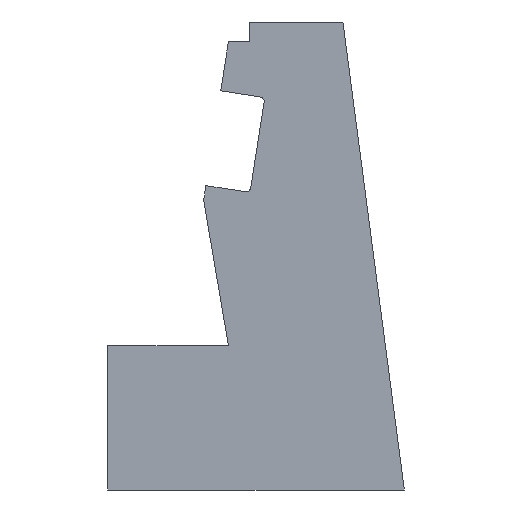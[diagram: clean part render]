
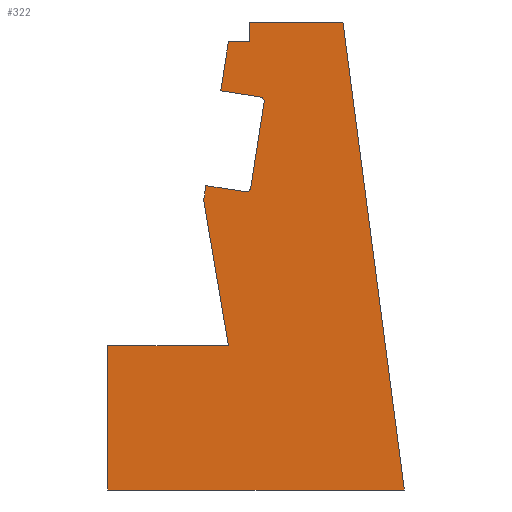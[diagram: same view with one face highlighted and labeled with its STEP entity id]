
A CAD part, left-side view. The second image highlights one B-rep face of the part: STEP entity #322.
In plain terms, the highlighted planar face has unit normal (-1, 0, 0).
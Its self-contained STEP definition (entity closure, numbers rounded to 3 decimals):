
#18=PLANE('',#357);
#35=FACE_OUTER_BOUND('',#52,.T.);
#52=EDGE_LOOP('',(#245,#246,#247,#248,#249,#250,#251,#252,#253,#254,#255,
#256,#257,#258,#259));
#68=LINE('',#469,#109);
#71=LINE('',#480,#112);
#73=LINE('',#484,#114);
#76=LINE('',#490,#117);
#77=LINE('',#492,#118);
#78=LINE('',#494,#119);
#79=LINE('',#496,#120);
#80=LINE('',#498,#121);
#81=LINE('',#500,#122);
#82=LINE('',#502,#123);
#83=LINE('',#504,#124);
#84=LINE('',#506,#125);
#85=LINE('',#507,#126);
#109=VECTOR('',#383,10.);
#112=VECTOR('',#394,10.);
#114=VECTOR('',#398,10.);
#117=VECTOR('',#403,10.);
#118=VECTOR('',#404,10.);
#119=VECTOR('',#405,10.);
#120=VECTOR('',#406,10.);
#121=VECTOR('',#407,10.);
#122=VECTOR('',#408,10.);
#123=VECTOR('',#409,10.);
#124=VECTOR('',#410,10.);
#125=VECTOR('',#411,10.);
#126=VECTOR('',#412,10.);
#147=CIRCLE('',#350,5.);
#149=CIRCLE('',#354,5.);
#152=VERTEX_POINT('',#459);
#153=VERTEX_POINT('',#461);
#155=VERTEX_POINT('',#467);
#158=VERTEX_POINT('',#474);
#159=VERTEX_POINT('',#476);
#160=VERTEX_POINT('',#483);
#162=VERTEX_POINT('',#489);
#163=VERTEX_POINT('',#491);
#164=VERTEX_POINT('',#493);
#165=VERTEX_POINT('',#495);
#166=VERTEX_POINT('',#497);
#167=VERTEX_POINT('',#499);
#168=VERTEX_POINT('',#501);
#169=VERTEX_POINT('',#503);
#170=VERTEX_POINT('',#505);
#182=EDGE_CURVE('',#152,#153,#147,.T.);
#186=EDGE_CURVE('',#152,#155,#68,.T.);
#189=EDGE_CURVE('',#158,#159,#149,.T.);
#191=EDGE_CURVE('',#158,#153,#71,.T.);
#193=EDGE_CURVE('',#160,#159,#73,.T.);
#196=EDGE_CURVE('',#162,#155,#76,.T.);
#197=EDGE_CURVE('',#163,#162,#77,.T.);
#198=EDGE_CURVE('',#164,#163,#78,.T.);
#199=EDGE_CURVE('',#165,#164,#79,.T.);
#200=EDGE_CURVE('',#166,#165,#80,.T.);
#201=EDGE_CURVE('',#167,#166,#81,.T.);
#202=EDGE_CURVE('',#168,#167,#82,.T.);
#203=EDGE_CURVE('',#169,#168,#83,.T.);
#204=EDGE_CURVE('',#170,#169,#84,.T.);
#205=EDGE_CURVE('',#160,#170,#85,.T.);
#245=ORIENTED_EDGE('',*,*,#193,.T.);
#246=ORIENTED_EDGE('',*,*,#189,.F.);
#247=ORIENTED_EDGE('',*,*,#191,.T.);
#248=ORIENTED_EDGE('',*,*,#182,.F.);
#249=ORIENTED_EDGE('',*,*,#186,.T.);
#250=ORIENTED_EDGE('',*,*,#196,.F.);
#251=ORIENTED_EDGE('',*,*,#197,.F.);
#252=ORIENTED_EDGE('',*,*,#198,.F.);
#253=ORIENTED_EDGE('',*,*,#199,.F.);
#254=ORIENTED_EDGE('',*,*,#200,.F.);
#255=ORIENTED_EDGE('',*,*,#201,.F.);
#256=ORIENTED_EDGE('',*,*,#202,.F.);
#257=ORIENTED_EDGE('',*,*,#203,.F.);
#258=ORIENTED_EDGE('',*,*,#204,.F.);
#259=ORIENTED_EDGE('',*,*,#205,.F.);
#322=ADVANCED_FACE('',(#35),#18,.F.);
#350=AXIS2_PLACEMENT_3D('',#462,#376,#377);
#354=AXIS2_PLACEMENT_3D('',#477,#389,#390);
#357=AXIS2_PLACEMENT_3D('',#488,#401,#402);
#376=DIRECTION('center_axis',(-1.,0.,0.));
#377=DIRECTION('ref_axis',(0.,-0.589,-0.808));
#383=DIRECTION('',(0.,0.988,0.154));
#389=DIRECTION('center_axis',(-1.,0.,0.));
#390=DIRECTION('ref_axis',(0.,-0.808,0.589));
#394=DIRECTION('',(0.,0.154,-0.988));
#398=DIRECTION('',(0.,-0.988,-0.154));
#401=DIRECTION('center_axis',(1.,0.,0.));
#402=DIRECTION('ref_axis',(0.,0.,-1.));
#403=DIRECTION('',(0.,-0.154,0.988));
#404=DIRECTION('',(0.,0.168,0.986));
#405=DIRECTION('',(0.,-1.,0.));
#406=DIRECTION('',(0.,0.,1.));
#407=DIRECTION('',(0.,1.,0.));
#408=DIRECTION('',(0.,-0.13,-0.992));
#409=DIRECTION('',(0.,-1.,0.));
#410=DIRECTION('',(0.,0.,1.));
#411=DIRECTION('',(0.,-1.,0.));
#412=DIRECTION('',(0.,-0.154,0.988));
#459=CARTESIAN_POINT('',(59.532,371.6,-155.556));
#461=CARTESIAN_POINT('',(59.532,365.888,-151.388));
#462=CARTESIAN_POINT('Origin',(59.532,370.828,-150.616));
#467=CARTESIAN_POINT('',(59.532,411.12,-149.381));
#469=CARTESIAN_POINT('',(59.532,377.744,-154.596));
#474=CARTESIAN_POINT('',(59.532,352.466,-65.489));
#476=CARTESIAN_POINT('',(59.532,356.634,-59.777));
#477=CARTESIAN_POINT('Origin',(59.532,357.406,-64.717));
#480=CARTESIAN_POINT('',(59.532,353.721,-73.523));
#483=CARTESIAN_POINT('',(59.532,396.155,-53.602));
#484=CARTESIAN_POINT('',(59.532,340.548,-62.29));
#488=CARTESIAN_POINT('Origin',(59.532,318.491,5.799));
#489=CARTESIAN_POINT('',(59.532,413.436,-164.201));
#490=CARTESIAN_POINT('',(59.532,413.436,-164.201));
#491=CARTESIAN_POINT('',(59.532,388.436,-311.01));
#492=CARTESIAN_POINT('',(59.532,388.436,-311.01));
#493=CARTESIAN_POINT('',(59.532,510.318,-311.01));
#494=CARTESIAN_POINT('',(59.532,510.318,-311.01));
#495=CARTESIAN_POINT('',(59.532,510.318,-456.701));
#496=CARTESIAN_POINT('',(59.532,510.318,-461.01));
#497=CARTESIAN_POINT('',(59.532,210.883,-456.701));
#498=CARTESIAN_POINT('',(59.532,683.797,-456.701));
#499=CARTESIAN_POINT('',(59.532,272.8,15.799));
#500=CARTESIAN_POINT('',(59.532,270.18,-4.201));
#501=CARTESIAN_POINT('',(59.532,366.801,15.799));
#502=CARTESIAN_POINT('',(59.532,366.801,15.799));
#503=CARTESIAN_POINT('',(59.532,366.801,-4.201));
#504=CARTESIAN_POINT('',(59.532,366.801,15.799));
#505=CARTESIAN_POINT('',(59.532,388.436,-4.201));
#506=CARTESIAN_POINT('',(59.532,388.436,-4.201));
#507=CARTESIAN_POINT('',(59.532,413.436,-164.201));
